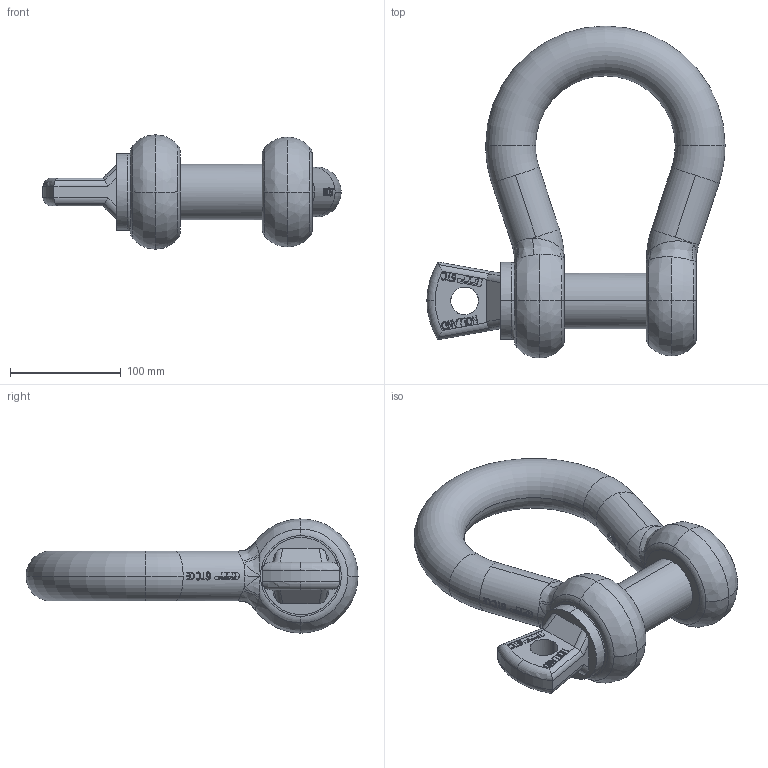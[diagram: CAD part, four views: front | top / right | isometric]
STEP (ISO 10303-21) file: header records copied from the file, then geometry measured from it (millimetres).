
FILE_DESCRIPTION(('STEP AP214'),'1');
FILE_NAME('gpghbb45.stp','2017-03-31T06:03:27',('TraceParts'),('TraceParts S.A.'),'Spatial InterOp 3D',' ',' ');
FILE_SCHEMA(('automotive_design'));
Length unit declared in the file: millimetre
Products named in the file (2): gpghbb45_1; gpghbb45_2
Bounding box: 269 x 299.5 x 103 mm (x, y, z)
Volume: 1631684.5 mm3; surface area: 170421.4 mm2
Topology: 2 solids, 2 shells, 767 faces, 2390 edges, 1666 vertices
Faces by surface type: bspline 299, plane 299, cylinder 134, torus 32, cone 3
Entity records: 38094 total; most frequent: CARTESIAN_POINT 14419, ORIENTED_EDGE 4764, EDGE_CURVE 2382, DIRECTION 1861, VERTEX_POINT 1666, B_SPLINE_CURVE_WITH_KNOTS 1531, EDGE_LOOP 820, STYLED_ITEM 769
